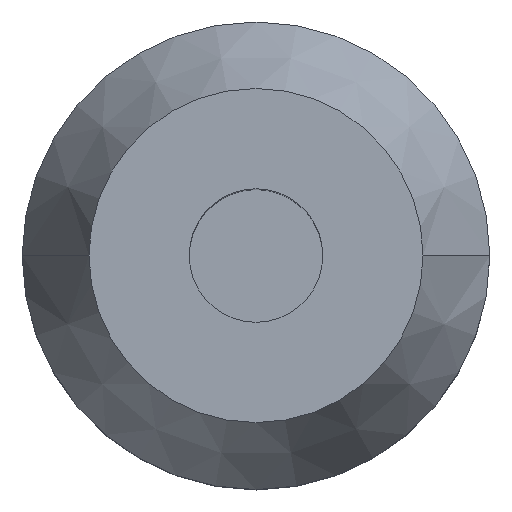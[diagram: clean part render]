
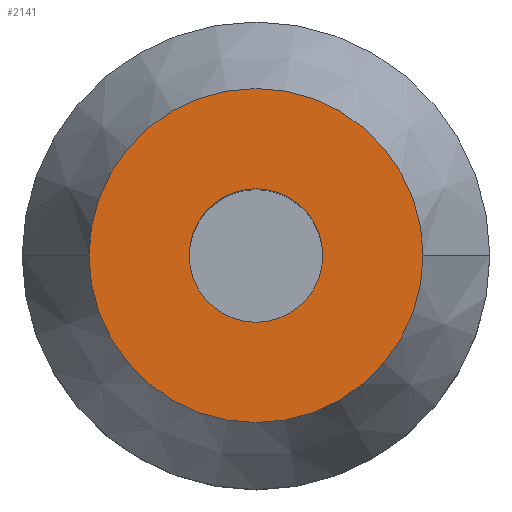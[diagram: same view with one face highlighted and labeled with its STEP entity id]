
A CAD part, top view. The second image highlights one B-rep face of the part: STEP entity #2141.
In plain terms, the highlighted planar face has unit normal (0, 0, 1).
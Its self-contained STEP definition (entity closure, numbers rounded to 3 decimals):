
#16 = DIRECTION ( 'NONE',  ( 0., 0., -1. ) ) ;
#241 = ORIENTED_EDGE ( 'NONE', *, *, #2158, .T. ) ;
#277 = VERTEX_POINT ( 'NONE', #1944 ) ;
#308 = CIRCLE ( 'NONE', #1785, 15. ) ;
#443 = AXIS2_PLACEMENT_3D ( 'NONE', #1826, #2935, #3167 ) ;
#549 = CARTESIAN_POINT ( 'NONE',  ( 0., 0., 70. ) ) ;
#595 = DIRECTION ( 'NONE',  ( -1., 0., 0. ) ) ;
#719 = FACE_BOUND ( 'NONE', #1323, .T. ) ;
#843 = CARTESIAN_POINT ( 'NONE',  ( 15., 0., 70. ) ) ;
#1108 = EDGE_LOOP ( 'NONE', ( #1180, #2161 ) ) ;
#1136 = CARTESIAN_POINT ( 'NONE',  ( 0., 0., 70. ) ) ;
#1180 = ORIENTED_EDGE ( 'NONE', *, *, #1391, .F. ) ;
#1251 = EDGE_CURVE ( 'NONE', #2577, #277, #3054, .T. ) ;
#1266 = EDGE_CURVE ( 'NONE', #3371, #3331, #1890, .T. ) ;
#1292 = DIRECTION ( 'NONE',  ( 0., 0., -1. ) ) ;
#1323 = EDGE_LOOP ( 'NONE', ( #241, #3223 ) ) ;
#1328 = CARTESIAN_POINT ( 'NONE',  ( 0., 0., 70. ) ) ;
#1391 = EDGE_CURVE ( 'NONE', #3331, #3371, #308, .T. ) ;
#1422 = DIRECTION ( 'NONE',  ( -1., 0., 0. ) ) ;
#1653 = DIRECTION ( 'NONE',  ( 0., 0., -1. ) ) ;
#1689 = CARTESIAN_POINT ( 'NONE',  ( -15., 0., 70. ) ) ;
#1785 = AXIS2_PLACEMENT_3D ( 'NONE', #549, #1653, #3600 ) ;
#1826 = CARTESIAN_POINT ( 'NONE',  ( 0., 15., 70. ) ) ;
#1890 = CIRCLE ( 'NONE', #3584, 15. ) ;
#1906 = AXIS2_PLACEMENT_3D ( 'NONE', #2012, #2809, #595 ) ;
#1944 = CARTESIAN_POINT ( 'NONE',  ( -6., 0., 70. ) ) ;
#2012 = CARTESIAN_POINT ( 'NONE',  ( 0., 0., 70. ) ) ;
#2141 = ADVANCED_FACE ( 'NONE', ( #719, #2260 ), #2899, .T. ) ;
#2158 = EDGE_CURVE ( 'NONE', #277, #2577, #3479, .T. ) ;
#2161 = ORIENTED_EDGE ( 'NONE', *, *, #1266, .F. ) ;
#2260 = FACE_OUTER_BOUND ( 'NONE', #1108, .T. ) ;
#2577 = VERTEX_POINT ( 'NONE', #3183 ) ;
#2809 = DIRECTION ( 'NONE',  ( 0., 0., -1. ) ) ;
#2899 = PLANE ( 'NONE',  #443 ) ;
#2935 = DIRECTION ( 'NONE',  ( 0., 0., 1. ) ) ;
#3054 = CIRCLE ( 'NONE', #1906, 6. ) ;
#3165 = AXIS2_PLACEMENT_3D ( 'NONE', #1328, #1292, #3264 ) ;
#3167 = DIRECTION ( 'NONE',  ( 1., 0., 0. ) ) ;
#3183 = CARTESIAN_POINT ( 'NONE',  ( 6., 0., 70. ) ) ;
#3223 = ORIENTED_EDGE ( 'NONE', *, *, #1251, .T. ) ;
#3264 = DIRECTION ( 'NONE',  ( -1., 0., 0. ) ) ;
#3331 = VERTEX_POINT ( 'NONE', #1689 ) ;
#3371 = VERTEX_POINT ( 'NONE', #843 ) ;
#3479 = CIRCLE ( 'NONE', #3165, 6. ) ;
#3584 = AXIS2_PLACEMENT_3D ( 'NONE', #1136, #16, #1422 ) ;
#3600 = DIRECTION ( 'NONE',  ( -1., 0., 0. ) ) ;
